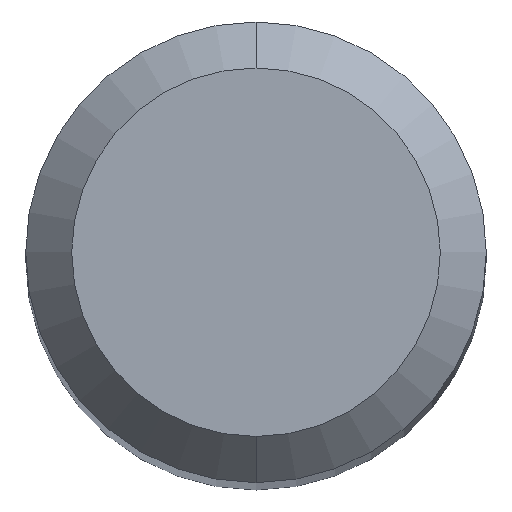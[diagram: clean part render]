
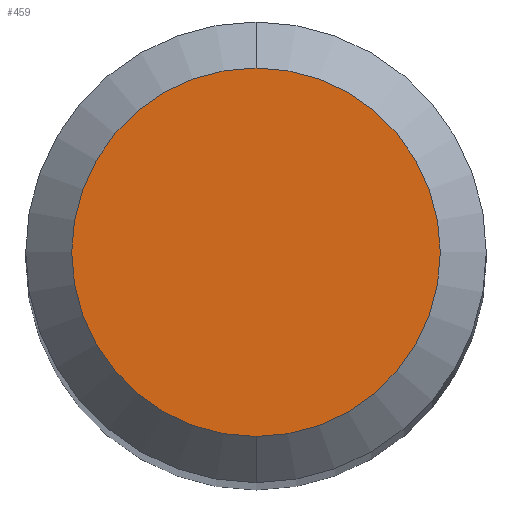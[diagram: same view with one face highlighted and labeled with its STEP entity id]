
A CAD part, top view. The second image highlights one B-rep face of the part: STEP entity #459.
In plain terms, the highlighted planar face has unit normal (0, 0, 1).
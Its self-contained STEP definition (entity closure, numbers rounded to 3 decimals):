
#225=EDGE_CURVE('',#451,#329,#536,.T.);
#277=EDGE_CURVE('',#329,#451,#594,.T.);
#329=VERTEX_POINT('',#652);
#451=VERTEX_POINT('',#785);
#459=ADVANCED_FACE('',(#793),#794,.T.);
#536=CIRCLE('',#909,1.2);
#594=CIRCLE('',#985,1.2);
#652=CARTESIAN_POINT('',(0.0,1.2,0.0));
#785=CARTESIAN_POINT('',(0.,-1.2,0.0));
#793=FACE_OUTER_BOUND('',#1436,.T.);
#794=PLANE('',#1437);
#909=AXIS2_PLACEMENT_3D('',#1501,#1502,#1503);
#985=AXIS2_PLACEMENT_3D('',#1579,#1580,#1581);
#1436=EDGE_LOOP('',(#1783,#1784));
#1437=AXIS2_PLACEMENT_3D('',#1785,#1786,#1787);
#1501=CARTESIAN_POINT('',(0.0,0.0,0.0));
#1502=DIRECTION('',(0.0,0.0,-1.0));
#1503=DIRECTION('',(0.0,1.0,0.0));
#1579=CARTESIAN_POINT('',(0.0,0.0,0.0));
#1580=DIRECTION('',(0.0,0.0,-1.0));
#1581=DIRECTION('',(0.0,1.0,0.0));
#1783=ORIENTED_EDGE('',*,*,#277,.F.);
#1784=ORIENTED_EDGE('',*,*,#225,.F.);
#1785=CARTESIAN_POINT('',(0.0,0.6,0.0));
#1786=DIRECTION('',(-0.0,0.0,1.0));
#1787=DIRECTION('',(0.0,-1.0,0.0));
